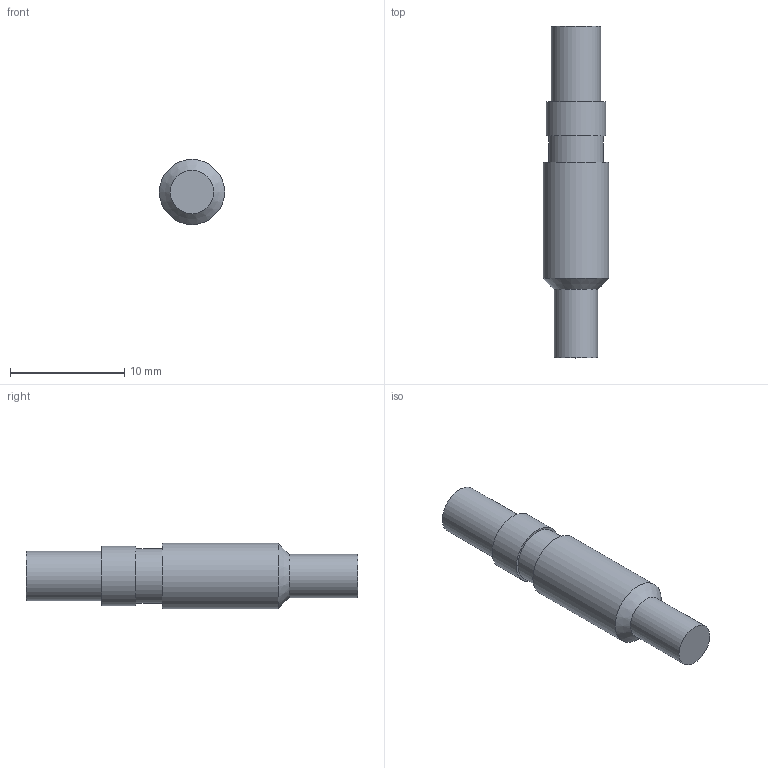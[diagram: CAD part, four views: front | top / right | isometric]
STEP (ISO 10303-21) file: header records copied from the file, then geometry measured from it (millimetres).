
FILE_DESCRIPTION(/* description */ (''),/* implementation_level */ '2;1');
FILE_NAME(/* name */ '100095316ugm000_b.stp',/* time_stamp */ '2017-10-27T15:18:51+02:00',/* author */ (''),/* organization */ (''),/* preprocessor_version */ 'ST-DEVELOPER v16',/* originating_system */ 'SIEMENS PLM Software NX 10.0',/* authorisation */ '');
FILE_SCHEMA (('AUTOMOTIVE_DESIGN { 1 0 10303 214 3 1 1 1 }'));
Length unit declared in the file: millimetre
Products named in the file (1): 100095316ugm000_b
Bounding box: 5.7 x 29 x 5.7 mm (x, y, z)
Volume: 496.8 mm3; surface area: 570.7 mm2
Topology: 1 solids, 1 shells, 17 faces, 25 edges, 17 vertices
Faces by surface type: plane 8, cylinder 8, cone 1
Full cylindrical faces by diameter (mm): 0.5 x1, 0.8 x1, 3.3 x1, 3.8 x1, 4.3 x1, 4.8 x1, 5.2 x1, 5.7 x1
Entity records: 497 total; most frequent: DIRECTION 68, CARTESIAN_POINT 51, AXIS2_PLACEMENT_3D 34, EDGE_LOOP 32, ORIENTED_EDGE 32, FACE_BOUND 30, PRESENTATION_STYLE_ASSIGNMENT 19, SURFACE_STYLE_USAGE 18
